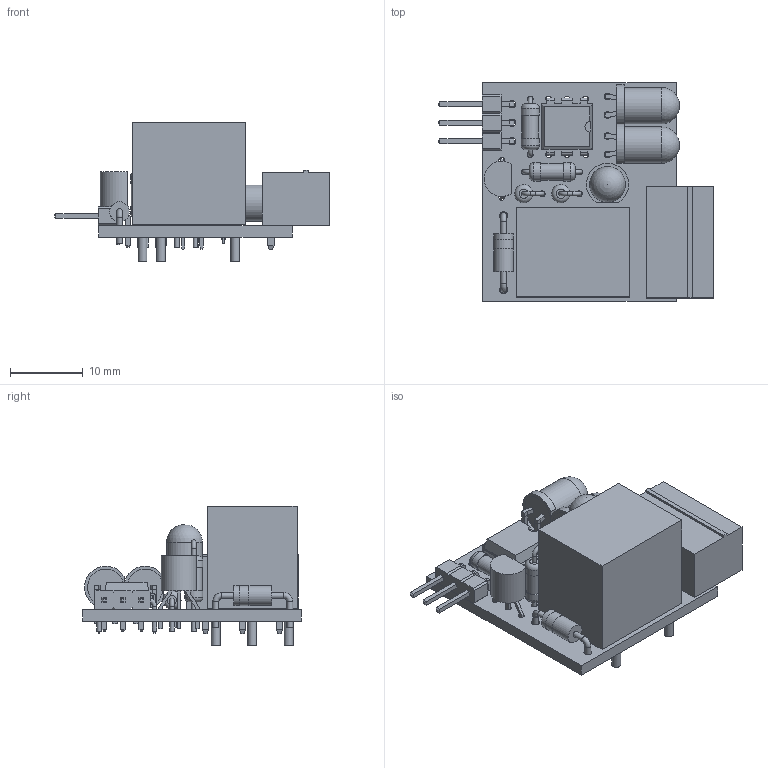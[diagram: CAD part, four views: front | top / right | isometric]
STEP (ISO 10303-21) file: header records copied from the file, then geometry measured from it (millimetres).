
FILE_DESCRIPTION(('KiCad electronic assembly'),'2;1');
FILE_NAME('pswcls.step','2022-04-16T07:19:44',('An Author'),('A Company' ),'Open CASCADE STEP processor 7.3','KiCad to STEP converter', 'Unknown');
FILE_SCHEMA(('AUTOMOTIVE_DESIGN { 1 0 10303 214 1 1 1 1 }'));
Length unit declared in the file: millimetre
Products named in the file (24): Open CASCADE STEP translator 7.3 1; DIP-6_W7.62mm; SOLID; PinHeader_1x03_P2.54mm_Horizontal; LED_D5.0mm_IRGrey; R_Axial_DIN0207_L6.3mm_D2.5mm_P2.54mm_Vertical; LED_D5.0mm_Horizontal_O1.27mm_Z3.0mm_Clear; D_DO-41_SOD81_P10.16mm_Horizontal; R_Axial_DIN0207_L6.3mm_D2.5mm_P7.62mm_Horizontal; PhoenixContact_MC_1,5_3-G-5.08_1x03_P5.08mm_Horizontal; LED_D5.0mm_Horizontal_O1.27mm_Z3.0mm; TO-92_Inline_Wide; SRA-12VDC-CL; COMPOUND
Assembly tree (25 placements, depth 3):
  Open CASCADE STEP translator 7.3 1
    DIP-6_W7.62mm
      SOLID
    PinHeader_1x03_P2.54mm_Horizontal
      SOLID
    LED_D5.0mm_IRGrey
      SOLID
    R_Axial_DIN0207_L6.3mm_D2.5mm_P2.54mm_Vertical  x2
      SOLID
    LED_D5.0mm_Horizontal_O1.27mm_Z3.0mm_Clear
      SOLID
    D_DO-41_SOD81_P10.16mm_Horizontal
      SOLID
    R_Axial_DIN0207_L6.3mm_D2.5mm_P7.62mm_Horizontal  x2
      SOLID
    PhoenixContact_MC_1,5_3-G-5.08_1x03_P5.08mm_Horizontal
      SOLID
    LED_D5.0mm_Horizontal_O1.27mm_Z3.0mm
      SOLID
    TO-92_Inline_Wide
      SOLID
    SRA-12VDC-CL
      COMPOUND
    COMPOUND
Bounding box: 37.64 x 29.9 x 19.1 mm (x, y, z)
Volume: 5683 mm3; surface area: 6257.4 mm2
Topology: 39 solids, 39 shells, 619 faces, 1362 edges, 863 vertices
Faces by surface type: plane 460, cylinder 120, bspline 18, torus 18, sphere 3
Full cylindrical faces by diameter (mm): 0.6 x12, 0.8 x21, 0.9 x6, 1 x3, 1.1 x2, 1.2 x28, 1.4 x5, 2.25 x4, 2.5 x8, 2.7 x2, 2.72 x1, 4.9 x1, 5 x2
Entity records: 39615 total; most frequent: CARTESIAN_POINT 8541, DIRECTION 5150, LINE 3380, VECTOR 3380, ORIENTED_EDGE 2618, PCURVE 2618, DEFINITIONAL_REPRESENTATION 2618, EDGE_CURVE 1309
